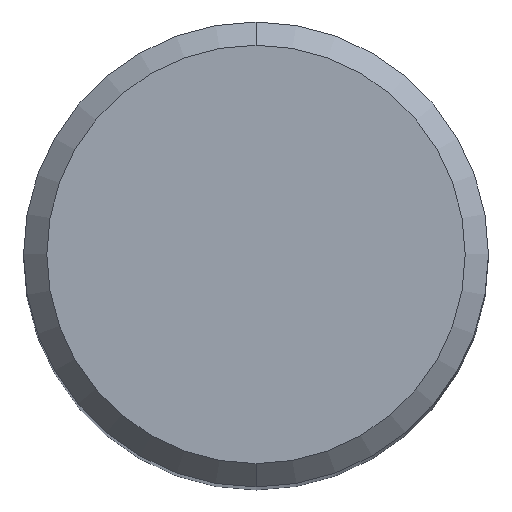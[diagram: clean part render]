
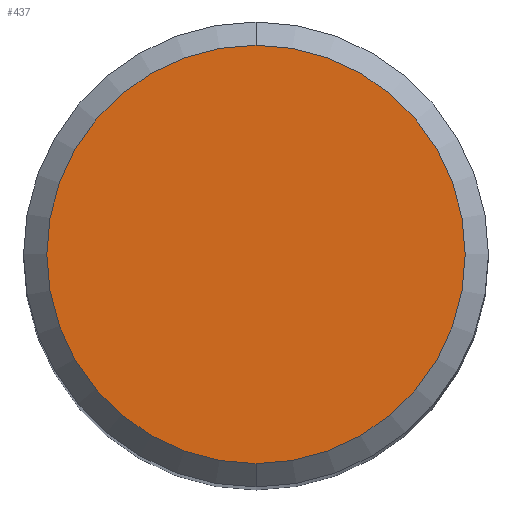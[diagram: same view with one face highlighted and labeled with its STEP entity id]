
A CAD part, top view. The second image highlights one B-rep face of the part: STEP entity #437.
In plain terms, the highlighted planar face has unit normal (0, 0, 1).
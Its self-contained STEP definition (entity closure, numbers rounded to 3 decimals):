
#171=VERTEX_POINT('',#462);
#255=EDGE_CURVE('',#171,#387,#555,.T.);
#267=EDGE_CURVE('',#387,#171,#569,.T.);
#387=VERTEX_POINT('',#701);
#437=ADVANCED_FACE('',(#755),#756,.T.);
#462=CARTESIAN_POINT('',(0.0,4.5,0.));
#555=CIRCLE('',#975,4.5);
#569=CIRCLE('',#990,4.5);
#701=CARTESIAN_POINT('',(0.,-4.5,0.));
#755=FACE_OUTER_BOUND('',#1408,.T.);
#756=PLANE('',#1409);
#975=AXIS2_PLACEMENT_3D('',#1531,#1532,#1533);
#990=AXIS2_PLACEMENT_3D('',#1551,#1552,#1553);
#1408=EDGE_LOOP('',(#1744,#1745));
#1409=AXIS2_PLACEMENT_3D('',#1746,#1747,#1748);
#1531=CARTESIAN_POINT('',(0.0,0.0,0.));
#1532=DIRECTION('',(0.0,0.0,-1.0));
#1533=DIRECTION('',(0.0,1.0,0.0));
#1551=CARTESIAN_POINT('',(0.0,0.0,0.));
#1552=DIRECTION('',(0.0,0.0,-1.0));
#1553=DIRECTION('',(0.0,1.0,0.0));
#1744=ORIENTED_EDGE('',*,*,#255,.F.);
#1745=ORIENTED_EDGE('',*,*,#267,.F.);
#1746=CARTESIAN_POINT('',(0.0,2.25,0.));
#1747=DIRECTION('',(-0.0,0.0,1.0));
#1748=DIRECTION('',(0.0,-1.0,0.0));
